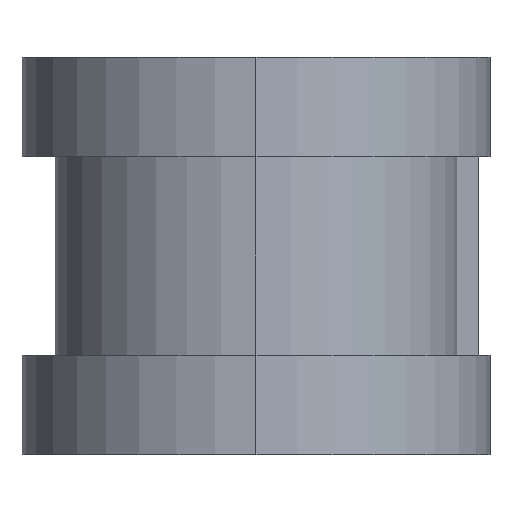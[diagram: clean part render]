
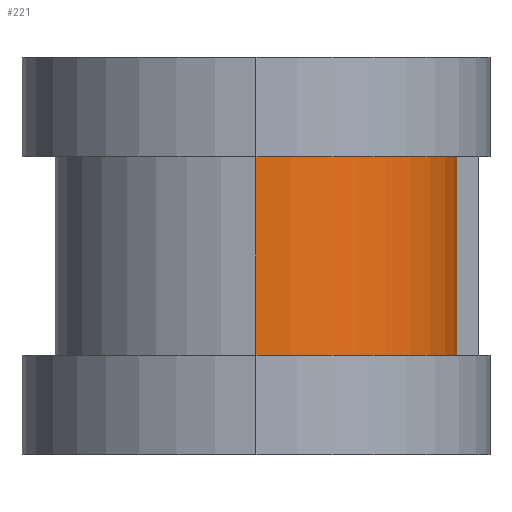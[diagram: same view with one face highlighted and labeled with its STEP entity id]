
A CAD part, left-side view. The second image highlights one B-rep face of the part: STEP entity #221.
In plain terms, the highlighted cylindrical face has radius 9.1 mm (diameter 18.2 mm), a partial arc.
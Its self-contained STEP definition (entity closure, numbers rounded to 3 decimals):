
#55 = ORIENTED_EDGE ( 'NONE', *, *, #1287, .F. ) ;
#84 = LINE ( 'NONE', #671, #1072 ) ;
#92 = VERTEX_POINT ( 'NONE', #1417 ) ;
#98 = VECTOR ( 'NONE', #986, 1000. ) ;
#113 = VERTEX_POINT ( 'NONE', #466 ) ;
#175 = DIRECTION ( 'NONE',  ( -1., 0., 0. ) ) ;
#221 = ADVANCED_FACE ( 'NONE', ( #973 ), #376, .T. ) ;
#376 = CYLINDRICAL_SURFACE ( 'NONE', #595, 9.1 ) ;
#457 = VERTEX_POINT ( 'NONE', #828 ) ;
#466 = CARTESIAN_POINT ( 'NONE',  ( -9.1, 8.5, 4.5 ) ) ;
#502 = CARTESIAN_POINT ( 'NONE',  ( 0., -0.6, 7.5 ) ) ;
#503 = AXIS2_PLACEMENT_3D ( 'NONE', #797, #546, #1262 ) ;
#546 = DIRECTION ( 'NONE',  ( 0., 0., -1. ) ) ;
#595 = AXIS2_PLACEMENT_3D ( 'NONE', #1529, #1381, #175 ) ;
#623 = VERTEX_POINT ( 'NONE', #1440 ) ;
#630 = CIRCLE ( 'NONE', #1004, 9.1 ) ;
#671 = CARTESIAN_POINT ( 'NONE',  ( -9.1, 8.5, 7.5 ) ) ;
#675 = CIRCLE ( 'NONE', #503, 9.1 ) ;
#744 = LINE ( 'NONE', #502, #98 ) ;
#792 = DIRECTION ( 'NONE',  ( 0., 0., -1. ) ) ;
#797 = CARTESIAN_POINT ( 'NONE',  ( 0., 8.5, 4.5 ) ) ;
#822 = ORIENTED_EDGE ( 'NONE', *, *, #1471, .T. ) ;
#828 = CARTESIAN_POINT ( 'NONE',  ( -9.1, 8.5, -4.5 ) ) ;
#889 = DIRECTION ( 'NONE',  ( 0., 0., -1. ) ) ;
#973 = FACE_OUTER_BOUND ( 'NONE', #1455, .T. ) ;
#986 = DIRECTION ( 'NONE',  ( 0., 0., -1. ) ) ;
#1004 = AXIS2_PLACEMENT_3D ( 'NONE', #1395, #792, #1273 ) ;
#1049 = EDGE_CURVE ( 'NONE', #623, #457, #630, .T. ) ;
#1072 = VECTOR ( 'NONE', #889, 1000. ) ;
#1262 = DIRECTION ( 'NONE',  ( 0., -1., 0. ) ) ;
#1273 = DIRECTION ( 'NONE',  ( 0., -1., 0. ) ) ;
#1287 = EDGE_CURVE ( 'NONE', #92, #623, #744, .T. ) ;
#1332 = ORIENTED_EDGE ( 'NONE', *, *, #1480, .T. ) ;
#1381 = DIRECTION ( 'NONE',  ( 0., 0., -1. ) ) ;
#1395 = CARTESIAN_POINT ( 'NONE',  ( 0., 8.5, -4.5 ) ) ;
#1417 = CARTESIAN_POINT ( 'NONE',  ( 0., -0.6, 4.5 ) ) ;
#1429 = ORIENTED_EDGE ( 'NONE', *, *, #1049, .F. ) ;
#1440 = CARTESIAN_POINT ( 'NONE',  ( 0., -0.6, -4.5 ) ) ;
#1455 = EDGE_LOOP ( 'NONE', ( #822, #1332, #1429, #55 ) ) ;
#1471 = EDGE_CURVE ( 'NONE', #92, #113, #675, .T. ) ;
#1480 = EDGE_CURVE ( 'NONE', #113, #457, #84, .T. ) ;
#1529 = CARTESIAN_POINT ( 'NONE',  ( 0., 8.5, 7.5 ) ) ;
